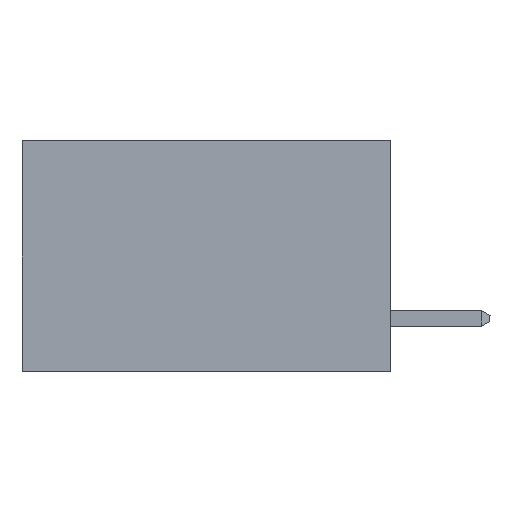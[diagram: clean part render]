
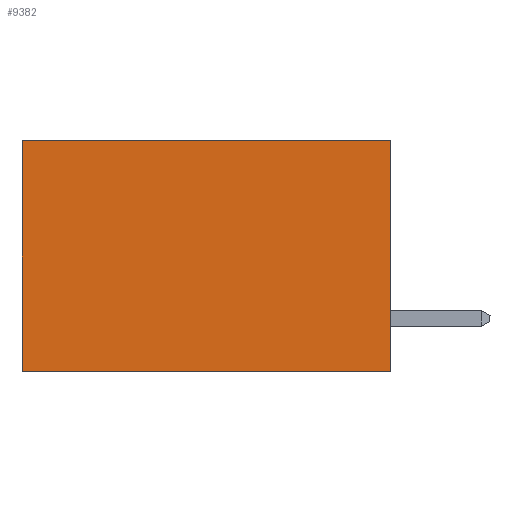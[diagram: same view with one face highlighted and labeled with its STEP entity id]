
A CAD part, left-side view. The second image highlights one B-rep face of the part: STEP entity #9382.
In plain terms, the highlighted planar face has unit normal (-1, 0, 0).
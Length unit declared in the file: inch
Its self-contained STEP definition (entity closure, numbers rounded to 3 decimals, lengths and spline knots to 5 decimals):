
#178 = ORIENTED_EDGE ( 'NONE', *, *, #5971, .T. ) ;
#623 = EDGE_LOOP ( 'NONE', ( #178, #7246, #3194, #4300 ) ) ;
#647 = FACE_OUTER_BOUND ( 'NONE', #623, .T. ) ;
#1006 = CARTESIAN_POINT ( 'NONE',  ( 0.277, 0.59, 0. ) ) ;
#1042 = CARTESIAN_POINT ( 'NONE',  ( 0.277, 0., 0. ) ) ;
#1110 = VECTOR ( 'NONE', #9131, 39.37008 ) ;
#1171 = LINE ( 'NONE', #1042, #5056 ) ;
#1510 = DIRECTION ( 'NONE',  ( 0., 0., -1. ) ) ;
#1521 = CARTESIAN_POINT ( 'NONE',  ( 0.277, 0.59, -0.37 ) ) ;
#1905 = VECTOR ( 'NONE', #8606, 39.37008 ) ;
#1979 = EDGE_CURVE ( 'NONE', #6759, #8927, #1171, .T. ) ;
#2085 = VERTEX_POINT ( 'NONE', #6457 ) ;
#2761 = EDGE_CURVE ( 'NONE', #2085, #5526, #7784, .T. ) ;
#3194 = ORIENTED_EDGE ( 'NONE', *, *, #7603, .F. ) ;
#3355 = AXIS2_PLACEMENT_3D ( 'NONE', #9631, #6087, #1510 ) ;
#4055 = CARTESIAN_POINT ( 'NONE',  ( 0.277, 0.59, -0.37 ) ) ;
#4132 = CARTESIAN_POINT ( 'NONE',  ( 0.277, 0., -0.37 ) ) ;
#4300 = ORIENTED_EDGE ( 'NONE', *, *, #1979, .T. ) ;
#4372 = DIRECTION ( 'NONE',  ( 0., 0., -1. ) ) ;
#4619 = PLANE ( 'NONE',  #3355 ) ;
#5056 = VECTOR ( 'NONE', #6509, 39.37008 ) ;
#5526 = VERTEX_POINT ( 'NONE', #4055 ) ;
#5971 = EDGE_CURVE ( 'NONE', #8927, #5526, #9444, .T. ) ;
#6087 = DIRECTION ( 'NONE',  ( 1., 0., 0. ) ) ;
#6457 = CARTESIAN_POINT ( 'NONE',  ( 0.277, 0., -0.37 ) ) ;
#6509 = DIRECTION ( 'NONE',  ( 0., 1., 0. ) ) ;
#6759 = VERTEX_POINT ( 'NONE', #8408 ) ;
#7246 = ORIENTED_EDGE ( 'NONE', *, *, #2761, .F. ) ;
#7270 = LINE ( 'NONE', #9260, #1110 ) ;
#7603 = EDGE_CURVE ( 'NONE', #6759, #2085, #7270, .T. ) ;
#7662 = VECTOR ( 'NONE', #4372, 39.37008 ) ;
#7784 = LINE ( 'NONE', #4132, #1905 ) ;
#8408 = CARTESIAN_POINT ( 'NONE',  ( 0.277, 0., 0. ) ) ;
#8606 = DIRECTION ( 'NONE',  ( 0., 1., 0. ) ) ;
#8927 = VERTEX_POINT ( 'NONE', #1006 ) ;
#9131 = DIRECTION ( 'NONE',  ( 0., 0., -1. ) ) ;
#9260 = CARTESIAN_POINT ( 'NONE',  ( 0.277, 0., -0.37 ) ) ;
#9382 = ADVANCED_FACE ( 'NONE', ( #647 ), #4619, .F. ) ;
#9444 = LINE ( 'NONE', #1521, #7662 ) ;
#9631 = CARTESIAN_POINT ( 'NONE',  ( 0.277, 0., -0.37 ) ) ;
